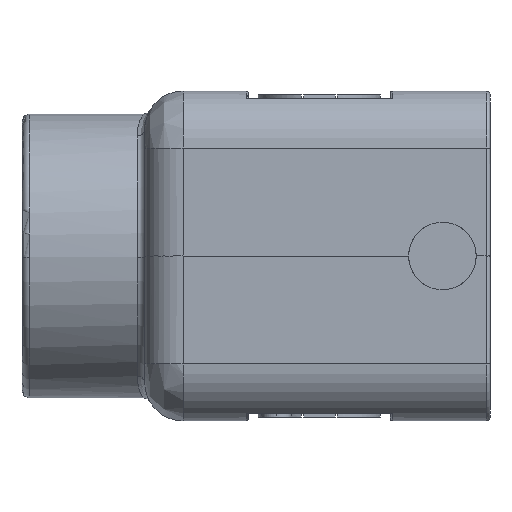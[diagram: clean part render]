
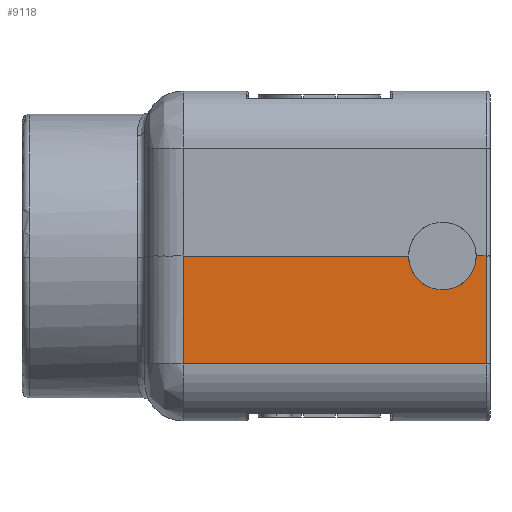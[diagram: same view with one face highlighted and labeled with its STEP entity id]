
A CAD part, left-side view. The second image highlights one B-rep face of the part: STEP entity #9118.
In plain terms, the highlighted planar face has unit normal (-1, 0, -0.009).
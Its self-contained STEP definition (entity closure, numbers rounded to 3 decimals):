
#1897=DIRECTION('',(0.009,0.,-1.));
#1898=VECTOR('',#1897,14.066);
#1899=CARTESIAN_POINT('',(-46.75,40.,0.));
#1900=LINE('',#1899,#1898);
#1901=DIRECTION('',(0.,1.,0.));
#1902=VECTOR('',#1901,29.4);
#1903=CARTESIAN_POINT('',(-46.75,10.6,0.));
#1904=LINE('',#1903,#1902);
#1905=DIRECTION('',(0.,1.,0.));
#1906=VECTOR('',#1905,1.3);
#1907=CARTESIAN_POINT('',(-46.75,0.5,0.));
#1908=LINE('',#1907,#1906);
#3146=DIRECTION('',(-0.009,0.,1.));
#3147=VECTOR('',#3146,14.066);
#3148=CARTESIAN_POINT('',(-46.627,0.5,-14.065));
#3149=LINE('',#3148,#3147);
#3287=DIRECTION('',(0.,-1.,0.));
#3288=VECTOR('',#3287,39.5);
#3289=CARTESIAN_POINT('',(-46.627,40.,
-14.065));
#3290=LINE('',#3289,#3288);
#4658=CARTESIAN_POINT('',(-46.75,1.8,0.));
#4659=CARTESIAN_POINT('',(-46.744,1.8,-0.733));
#4660=CARTESIAN_POINT('',(-46.734,2.118,
-1.882));
#4661=CARTESIAN_POINT('',(-46.722,3.024,
-3.176));
#4662=CARTESIAN_POINT('',(-46.714,4.318,
-4.082));
#4663=CARTESIAN_POINT('',(-46.712,5.467,-4.4));
#4664=CARTESIAN_POINT('',(-46.712,6.2,-4.4));
#4680=CARTESIAN_POINT('',(-46.712,6.2,-4.4));
#4681=CARTESIAN_POINT('',(-46.712,6.933,-4.4));
#4682=CARTESIAN_POINT('',(-46.714,8.082,
-4.082));
#4683=CARTESIAN_POINT('',(-46.722,9.376,
-3.176));
#4684=CARTESIAN_POINT('',(-46.734,10.282,
-1.882));
#4685=CARTESIAN_POINT('',(-46.744,10.6,-0.733));
#4686=CARTESIAN_POINT('',(-46.75,10.6,0.));
#5352=CARTESIAN_POINT('',(-46.627,40.,-14.065));
#5353=VERTEX_POINT('',#5352);
#5354=CARTESIAN_POINT('',(-46.75,40.,0.));
#5355=VERTEX_POINT('',#5354);
#5356=CARTESIAN_POINT('',(-46.75,0.5,0.));
#5357=CARTESIAN_POINT('',(-46.75,1.8,0.));
#5358=VERTEX_POINT('',#5356);
#5359=VERTEX_POINT('',#5357);
#5360=CARTESIAN_POINT('',(-46.627,0.5,-14.065));
#5361=VERTEX_POINT('',#5360);
#5362=CARTESIAN_POINT('',(-46.75,10.6,0.));
#5363=VERTEX_POINT('',#5362);
#5364=VERTEX_POINT('',#4680);
#9098=CARTESIAN_POINT('',(-46.75,45.,0.));
#9099=DIRECTION('',(-1.,0.,-0.009));
#9100=DIRECTION('',(-0.009,0.,1.));
#9101=AXIS2_PLACEMENT_3D('',#9098,#9099,#9100);
#9102=PLANE('',#9101);
#9104=ORIENTED_EDGE('',*,*,#9103,.F.);
#9106=ORIENTED_EDGE('',*,*,#9105,.F.);
#9108=ORIENTED_EDGE('',*,*,#9107,.F.);
#9109=ORIENTED_EDGE('',*,*,#9089,.F.);
#9111=ORIENTED_EDGE('',*,*,#9110,.F.);
#9113=ORIENTED_EDGE('',*,*,#9112,.F.);
#9115=ORIENTED_EDGE('',*,*,#9114,.F.);
#9116=EDGE_LOOP('',(#9104,#9106,#9108,#9109,#9111,#9113,#9115));
#9117=FACE_OUTER_BOUND('',#9116,.F.);
#4665=B_SPLINE_CURVE_WITH_KNOTS('',3,(#4658,#4659,#4660,#4661,#4662,#4663,
#4664),.UNSPECIFIED.,.F.,.F.,(4,1,1,1,4),(0.,0.25,0.5,0.75,1.),
.UNSPECIFIED.);
#4687=B_SPLINE_CURVE_WITH_KNOTS('',3,(#4680,#4681,#4682,#4683,#4684,#4685,
#4686),.UNSPECIFIED.,.F.,.F.,(4,1,1,1,4),(0.,0.25,0.5,0.75,1.),
.UNSPECIFIED.);
#9089=EDGE_CURVE('',#5355,#5353,#1900,.T.);
#9103=EDGE_CURVE('',#5358,#5359,#1908,.T.);
#9105=EDGE_CURVE('',#5361,#5358,#3149,.T.);
#9107=EDGE_CURVE('',#5353,#5361,#3290,.T.);
#9110=EDGE_CURVE('',#5363,#5355,#1904,.T.);
#9112=EDGE_CURVE('',#5364,#5363,#4687,.T.);
#9114=EDGE_CURVE('',#5359,#5364,#4665,.T.);
#9118=ADVANCED_FACE('',(#9117),#9102,.T.);
